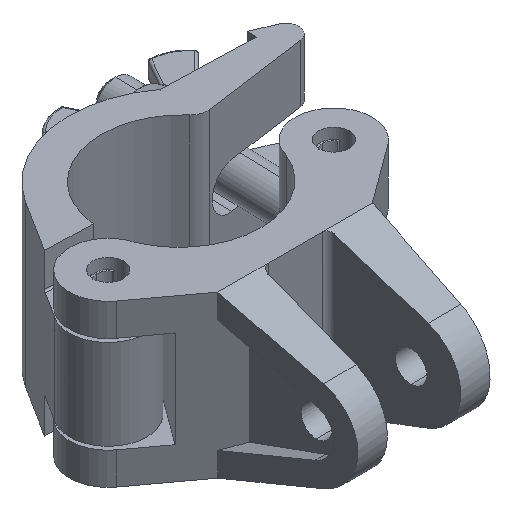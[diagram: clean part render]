
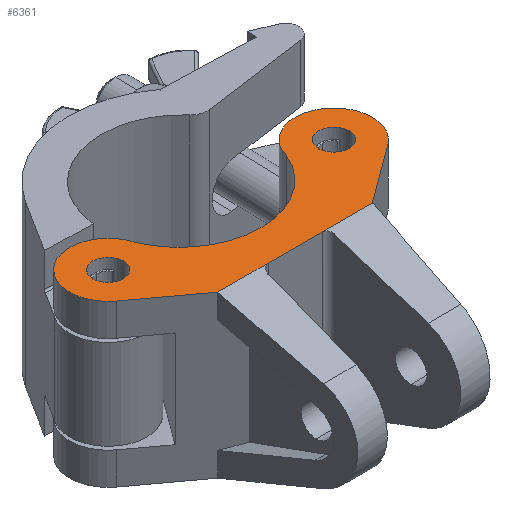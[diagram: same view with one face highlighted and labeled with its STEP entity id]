
A CAD part, isometric view. The second image highlights one B-rep face of the part: STEP entity #6361.
In plain terms, the highlighted face is planar.
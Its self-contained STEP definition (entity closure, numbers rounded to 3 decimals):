
#227 = CARTESIAN_POINT ( 'NONE',  ( 24., -36., -25. ) ) ;
#258 = VERTEX_POINT ( 'NONE', #7669 ) ;
#380 = DIRECTION ( 'NONE',  ( 1., 0., 0. ) ) ;
#414 = DIRECTION ( 'NONE',  ( 1., 0., 0. ) ) ;
#476 = CARTESIAN_POINT ( 'NONE',  ( 23.437, -9.791, -25. ) ) ;
#478 = EDGE_CURVE ( 'NONE', #258, #7926, #8541, .T. ) ;
#564 = CIRCLE ( 'NONE', #6717, 12. ) ;
#595 = VERTEX_POINT ( 'NONE', #1363 ) ;
#636 = CARTESIAN_POINT ( 'NONE',  ( -30.25, -13., -25. ) ) ;
#700 = DIRECTION ( 'NONE',  ( 0., 0., 1. ) ) ;
#714 = EDGE_LOOP ( 'NONE', ( #4399, #5139 ) ) ;
#728 = DIRECTION ( 'NONE',  ( 1., 0., 0. ) ) ;
#800 = ORIENTED_EDGE ( 'NONE', *, *, #7252, .T. ) ;
#890 = CIRCLE ( 'NONE', #9020, 4.75 ) ;
#900 = ORIENTED_EDGE ( 'NONE', *, *, #8275, .T. ) ;
#975 = VERTEX_POINT ( 'NONE', #7291 ) ;
#994 = DIRECTION ( 'NONE',  ( 0., 0., -1. ) ) ;
#999 = FACE_BOUND ( 'NONE', #714, .T. ) ;
#1029 = CARTESIAN_POINT ( 'NONE',  ( 0., 0., -25. ) ) ;
#1094 = ORIENTED_EDGE ( 'NONE', *, *, #3077, .F. ) ;
#1196 = VERTEX_POINT ( 'NONE', #4262 ) ;
#1223 = EDGE_CURVE ( 'NONE', #7797, #258, #6677, .T. ) ;
#1233 = VECTOR ( 'NONE', #4583, 1000. ) ;
#1320 = AXIS2_PLACEMENT_3D ( 'NONE', #6778, #6819, #3996 ) ;
#1363 = CARTESIAN_POINT ( 'NONE',  ( 30.25, -13., -25. ) ) ;
#1419 = VERTEX_POINT ( 'NONE', #7904 ) ;
#1458 = ORIENTED_EDGE ( 'NONE', *, *, #6039, .F. ) ;
#1614 = CIRCLE ( 'NONE', #1624, 4.75 ) ;
#1624 = AXIS2_PLACEMENT_3D ( 'NONE', #7855, #8556, #8470 ) ;
#1642 = EDGE_LOOP ( 'NONE', ( #1094, #1829, #6842, #2638, #3352, #8388, #8486, #8937, #1458 ) ) ;
#1669 = FACE_OUTER_BOUND ( 'NONE', #1642, .T. ) ;
#1829 = ORIENTED_EDGE ( 'NONE', *, *, #2295, .F. ) ;
#1852 = VERTEX_POINT ( 'NONE', #636 ) ;
#1919 = CIRCLE ( 'NONE', #8264, 25.4 ) ;
#1935 = VERTEX_POINT ( 'NONE', #5855 ) ;
#1970 = CARTESIAN_POINT ( 'NONE',  ( -23.437, -9.791, -25. ) ) ;
#2066 = CARTESIAN_POINT ( 'NONE',  ( -35., -13., -25. ) ) ;
#2159 = CARTESIAN_POINT ( 'NONE',  ( -25., -36., -25. ) ) ;
#2295 = EDGE_CURVE ( 'NONE', #1935, #8130, #8836, .T. ) ;
#2352 = VECTOR ( 'NONE', #6377, 1000. ) ;
#2505 = AXIS2_PLACEMENT_3D ( 'NONE', #4226, #700, #6376 ) ;
#2517 = CARTESIAN_POINT ( 'NONE',  ( -35., -13., -25. ) ) ;
#2546 = DIRECTION ( 'NONE',  ( 0.805, -0.593, 0. ) ) ;
#2638 = ORIENTED_EDGE ( 'NONE', *, *, #5329, .F. ) ;
#2789 = VECTOR ( 'NONE', #2858, 1000. ) ;
#2854 = VERTEX_POINT ( 'NONE', #5538 ) ;
#2858 = DIRECTION ( 'NONE',  ( 1., 0., 0. ) ) ;
#3077 = EDGE_CURVE ( 'NONE', #8130, #1419, #6567, .T. ) ;
#3094 = EDGE_CURVE ( 'NONE', #6487, #7797, #1919, .T. ) ;
#3097 = DIRECTION ( 'NONE',  ( 1., 0., 0. ) ) ;
#3128 = LINE ( 'NONE', #3200, #1233 ) ;
#3200 = CARTESIAN_POINT ( 'NONE',  ( -10.353, -36., -25. ) ) ;
#3208 = DIRECTION ( 'NONE',  ( 0., 0., 1. ) ) ;
#3352 = ORIENTED_EDGE ( 'NONE', *, *, #7739, .F. ) ;
#3886 = FACE_BOUND ( 'NONE', #5589, .T. ) ;
#3938 = VERTEX_POINT ( 'NONE', #7963 ) ;
#3996 = DIRECTION ( 'NONE',  ( 1., 0., 0. ) ) ;
#4052 = CARTESIAN_POINT ( 'NONE',  ( 24., -36., -25. ) ) ;
#4223 = DIRECTION ( 'NONE',  ( 0., 0., 1. ) ) ;
#4226 = CARTESIAN_POINT ( 'NONE',  ( -35., -13., -25. ) ) ;
#4262 = CARTESIAN_POINT ( 'NONE',  ( 39.75, -13., -25. ) ) ;
#4340 = CARTESIAN_POINT ( 'NONE',  ( 35., -13., -25. ) ) ;
#4399 = ORIENTED_EDGE ( 'NONE', *, *, #8347, .T. ) ;
#4583 = DIRECTION ( 'NONE',  ( 1., 0., 0. ) ) ;
#4636 = CARTESIAN_POINT ( 'NONE',  ( -42.115, -22.663, -25. ) ) ;
#4644 = DIRECTION ( 'NONE',  ( 0., 0., 1. ) ) ;
#5139 = ORIENTED_EDGE ( 'NONE', *, *, #6514, .T. ) ;
#5329 = EDGE_CURVE ( 'NONE', #3938, #2854, #9089, .T. ) ;
#5379 = VECTOR ( 'NONE', #2546, 1000. ) ;
#5538 = CARTESIAN_POINT ( 'NONE',  ( -8.404, -36., -25. ) ) ;
#5589 = EDGE_LOOP ( 'NONE', ( #900, #800 ) ) ;
#5658 = CARTESIAN_POINT ( 'NONE',  ( -25., -36., -25. ) ) ;
#5855 = CARTESIAN_POINT ( 'NONE',  ( 8.404, -36., -25. ) ) ;
#5950 = CARTESIAN_POINT ( 'NONE',  ( -35., -13., -25. ) ) ;
#5962 = DIRECTION ( 'NONE',  ( 0., 0., 1. ) ) ;
#6039 = EDGE_CURVE ( 'NONE', #1419, #6487, #564, .T. ) ;
#6051 = DIRECTION ( 'NONE',  ( 0., 0., 1. ) ) ;
#6076 = CIRCLE ( 'NONE', #7546, 4.75 ) ;
#6303 = AXIS2_PLACEMENT_3D ( 'NONE', #5950, #4644, #414 ) ;
#6333 = EDGE_CURVE ( 'NONE', #2854, #1935, #3128, .T. ) ;
#6355 = VECTOR ( 'NONE', #8031, 1000. ) ;
#6361 = ADVANCED_FACE ( 'NONE', ( #3886, #1669, #999 ), #6719, .F. ) ;
#6376 = DIRECTION ( 'NONE',  ( 1., 0., 0. ) ) ;
#6377 = DIRECTION ( 'NONE',  ( 1., 0., 0. ) ) ;
#6487 = VERTEX_POINT ( 'NONE', #476 ) ;
#6514 = EDGE_CURVE ( 'NONE', #1196, #595, #7084, .T. ) ;
#6567 = LINE ( 'NONE', #227, #6355 ) ;
#6661 = CARTESIAN_POINT ( 'NONE',  ( -35., -13., -25. ) ) ;
#6677 = CIRCLE ( 'NONE', #2505, 12. ) ;
#6717 = AXIS2_PLACEMENT_3D ( 'NONE', #4340, #5962, #7334 ) ;
#6719 = PLANE ( 'NONE',  #7003 ) ;
#6778 = CARTESIAN_POINT ( 'NONE',  ( 35., -13., -25. ) ) ;
#6819 = DIRECTION ( 'NONE',  ( 0., 0., 1. ) ) ;
#6842 = ORIENTED_EDGE ( 'NONE', *, *, #6333, .F. ) ;
#7003 = AXIS2_PLACEMENT_3D ( 'NONE', #2517, #6051, #8801 ) ;
#7025 = LINE ( 'NONE', #4636, #5379 ) ;
#7084 = CIRCLE ( 'NONE', #1320, 4.75 ) ;
#7158 = CARTESIAN_POINT ( 'NONE',  ( -42.115, -22.663, -25. ) ) ;
#7252 = EDGE_CURVE ( 'NONE', #1852, #975, #890, .T. ) ;
#7291 = CARTESIAN_POINT ( 'NONE',  ( -39.75, -13., -25. ) ) ;
#7334 = DIRECTION ( 'NONE',  ( 1., 0., 0. ) ) ;
#7546 = AXIS2_PLACEMENT_3D ( 'NONE', #6661, #3208, #380 ) ;
#7669 = CARTESIAN_POINT ( 'NONE',  ( -47., -13., -25. ) ) ;
#7739 = EDGE_CURVE ( 'NONE', #7926, #3938, #7025, .T. ) ;
#7797 = VERTEX_POINT ( 'NONE', #1970 ) ;
#7855 = CARTESIAN_POINT ( 'NONE',  ( 35., -13., -25. ) ) ;
#7904 = CARTESIAN_POINT ( 'NONE',  ( 42.115, -22.663, -25. ) ) ;
#7926 = VERTEX_POINT ( 'NONE', #7158 ) ;
#7963 = CARTESIAN_POINT ( 'NONE',  ( -24., -36., -25. ) ) ;
#8031 = DIRECTION ( 'NONE',  ( 0.805, 0.593, 0. ) ) ;
#8130 = VERTEX_POINT ( 'NONE', #4052 ) ;
#8264 = AXIS2_PLACEMENT_3D ( 'NONE', #1029, #994, #3097 ) ;
#8275 = EDGE_CURVE ( 'NONE', #975, #1852, #6076, .T. ) ;
#8347 = EDGE_CURVE ( 'NONE', #595, #1196, #1614, .T. ) ;
#8388 = ORIENTED_EDGE ( 'NONE', *, *, #478, .F. ) ;
#8470 = DIRECTION ( 'NONE',  ( 1., 0., 0. ) ) ;
#8486 = ORIENTED_EDGE ( 'NONE', *, *, #1223, .F. ) ;
#8541 = CIRCLE ( 'NONE', #6303, 12. ) ;
#8556 = DIRECTION ( 'NONE',  ( 0., 0., 1. ) ) ;
#8801 = DIRECTION ( 'NONE',  ( 1., 0., 0. ) ) ;
#8836 = LINE ( 'NONE', #5658, #2789 ) ;
#8937 = ORIENTED_EDGE ( 'NONE', *, *, #3094, .F. ) ;
#9020 = AXIS2_PLACEMENT_3D ( 'NONE', #2066, #4223, #728 ) ;
#9089 = LINE ( 'NONE', #2159, #2352 ) ;
